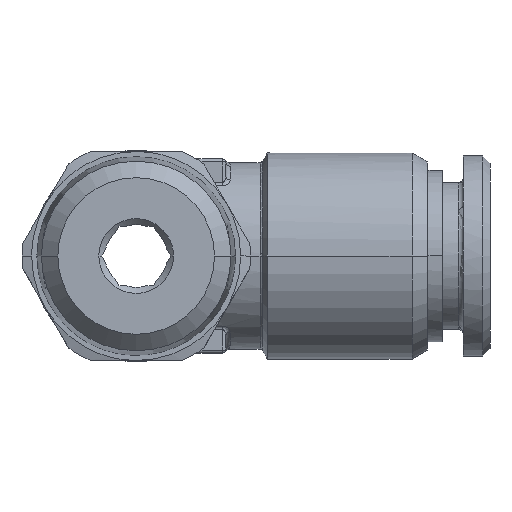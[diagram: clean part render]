
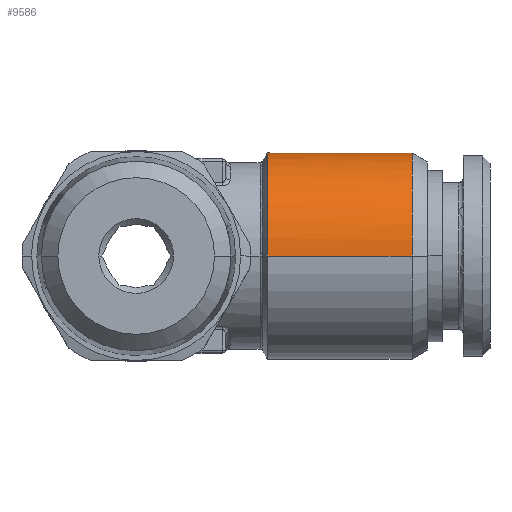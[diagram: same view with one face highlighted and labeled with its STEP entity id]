
A CAD part, left-side view. The second image highlights one B-rep face of the part: STEP entity #9586.
In plain terms, the highlighted cylindrical face has radius 6.9 mm (diameter 13.8 mm), a partial arc.
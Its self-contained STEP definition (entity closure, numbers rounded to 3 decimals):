
#8342=CARTESIAN_POINT('Axis2P3D Location',(0.,-8.8,0.)) ;
#8346=CARTESIAN_POINT('Vertex',(6.9,-8.8,0.)) ;
#8348=CARTESIAN_POINT('Vertex',(-6.9,-8.8,0.)) ;
#9544=CARTESIAN_POINT('Axis2P3D Location',(0.,-20.14,0.)) ;
#9550=CARTESIAN_POINT('Control Point',(6.9,-18.48,0.)) ;
#9551=CARTESIAN_POINT('Control Point',(6.9,-18.48,1.084)) ;
#9552=CARTESIAN_POINT('Control Point',(6.687,-18.48,2.168)) ;
#9553=CARTESIAN_POINT('Control Point',(6.261,-18.48,3.196)) ;
#9554=CARTESIAN_POINT('Control Point',(5.03,-18.48,5.03)) ;
#9555=CARTESIAN_POINT('Control Point',(3.196,-18.48,6.261)) ;
#9556=CARTESIAN_POINT('Control Point',(2.168,-18.48,6.687)) ;
#9557=CARTESIAN_POINT('Control Point',(0.,-18.48,7.113)) ;
#9558=CARTESIAN_POINT('Control Point',(-2.168,-18.48,6.687)) ;
#9559=CARTESIAN_POINT('Control Point',(-3.196,-18.48,6.261)) ;
#9560=CARTESIAN_POINT('Control Point',(-5.03,-18.48,5.03)) ;
#9561=CARTESIAN_POINT('Control Point',(-6.261,-18.48,3.196)) ;
#9562=CARTESIAN_POINT('Control Point',(-6.687,-18.48,2.168)) ;
#9563=CARTESIAN_POINT('Control Point',(-6.9,-18.48,1.084)) ;
#9564=CARTESIAN_POINT('Control Point',(-6.9,-18.48,0.)) ;
#9565=CARTESIAN_POINT('Vertex',(6.9,-18.48,0.)) ;
#9567=CARTESIAN_POINT('Vertex',(-6.9,-18.48,0.)) ;
#9570=CARTESIAN_POINT('Line Origine',(6.9,-20.14,0.)) ;
#9575=CARTESIAN_POINT('Line Origine',(-6.9,-20.14,0.)) ;
#8343=DIRECTION('Axis2P3D Direction',(-0.,1.,0.)) ;
#9545=DIRECTION('Axis2P3D Direction',(-0.,1.,0.)) ;
#9546=DIRECTION('Axis2P3D XDirection',(-1.,0.,0.)) ;
#9571=DIRECTION('Vector Direction',(0.,1.,0.)) ;
#9576=DIRECTION('Vector Direction',(0.,1.,0.)) ;
#8344=AXIS2_PLACEMENT_3D('Circle Axis2P3D',#8342,#8343,$) ;
#9547=AXIS2_PLACEMENT_3D('Cylinder Axis2P3D',#9544,#9545,#9546) ;
#9581=ORIENTED_EDGE('',*,*,#9569,.F.) ;
#9582=ORIENTED_EDGE('',*,*,#9574,.F.) ;
#9583=ORIENTED_EDGE('',*,*,#8350,.T.) ;
#9584=ORIENTED_EDGE('',*,*,#9579,.T.) ;
#9572=VECTOR('Line Direction',#9571,1.) ;
#9577=VECTOR('Line Direction',#9576,1.) ;
#9586=ADVANCED_FACE('PR425B-08R14',(#9585),#9548,.T.) ;
#9549=B_SPLINE_CURVE_WITH_KNOTS('',5,(#9550,#9551,#9552,#9553,#9554,#9555,#9556,#9557,#9558,#9559,#9560,#9561,#9562,#9563,#9564),.UNSPECIFIED.,.F.,.U.,(6,3,3,3,6),(-10.838,-5.419,0.,5.419,10.838),.UNSPECIFIED.) ;
#8345=CIRCLE('generated circle',#8344,6.9) ;
#9548=CYLINDRICAL_SURFACE('generated cylinder',#9547,6.9) ;
#8350=EDGE_CURVE('',#8347,#8349,#8345,.F.) ;
#9569=EDGE_CURVE('',#9566,#9568,#9549,.T.) ;
#9574=EDGE_CURVE('',#8347,#9566,#9573,.F.) ;
#9579=EDGE_CURVE('',#8349,#9568,#9578,.F.) ;
#9580=EDGE_LOOP('',(#9581,#9582,#9583,#9584)) ;
#9585=FACE_OUTER_BOUND('',#9580,.T.) ;
#9573=LINE('Line',#9570,#9572) ;
#9578=LINE('Line',#9575,#9577) ;
#8347=VERTEX_POINT('',#8346) ;
#8349=VERTEX_POINT('',#8348) ;
#9566=VERTEX_POINT('',#9565) ;
#9568=VERTEX_POINT('',#9567) ;
